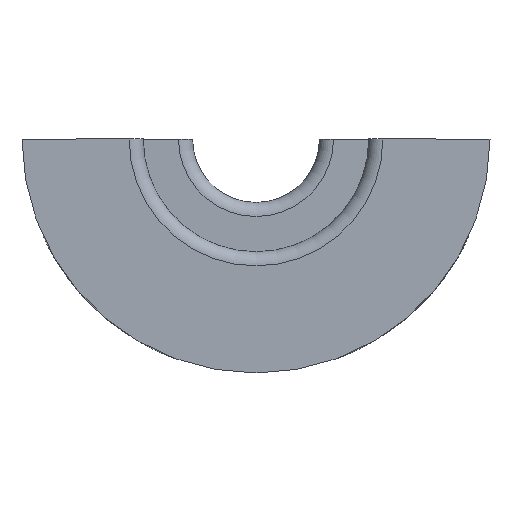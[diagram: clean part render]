
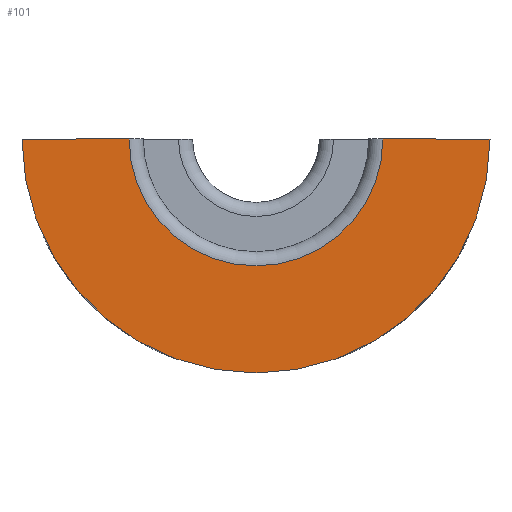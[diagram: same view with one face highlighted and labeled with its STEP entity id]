
A CAD part, front view. The second image highlights one B-rep face of the part: STEP entity #101.
In plain terms, the highlighted planar face has unit normal (0, -1, 0).
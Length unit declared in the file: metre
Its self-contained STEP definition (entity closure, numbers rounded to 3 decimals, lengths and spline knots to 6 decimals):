
#101 = ADVANCED_FACE( '', ( #235 ), #236, .T. );
#235 = FACE_OUTER_BOUND( '', #405, .T. );
#236 = PLANE( '', #406 );
#405 = EDGE_LOOP( '', ( #642, #643, #644, #645 ) );
#406 = AXIS2_PLACEMENT_3D( '', #646, #647, #648 );
#642 = ORIENTED_EDGE( '', *, *, #1034, .T. );
#643 = ORIENTED_EDGE( '', *, *, #973, .T. );
#644 = ORIENTED_EDGE( '', *, *, #1035, .T. );
#645 = ORIENTED_EDGE( '', *, *, #1036, .T. );
#646 = CARTESIAN_POINT( '', ( 0., -0.05, 0. ) );
#647 = DIRECTION( '', ( 0., -1., 0. ) );
#648 = DIRECTION( '', ( 1., 0., 0. ) );
#973 = EDGE_CURVE( '', #1155, #1153, #1156, .T. );
#1034 = EDGE_CURVE( '', #1257, #1155, #1258, .T. );
#1035 = EDGE_CURVE( '', #1153, #1259, #1260, .F. );
#1036 = EDGE_CURVE( '', #1259, #1257, #1261, .T. );
#1153 = VERTEX_POINT( '', #1413 );
#1155 = VERTEX_POINT( '', #1415 );
#1156 = LINE( '', #1416, #1417 );
#1257 = VERTEX_POINT( '', #1550 );
#1258 = CIRCLE( '', #1551, 0.0166 );
#1259 = VERTEX_POINT( '', #1552 );
#1260 = CIRCLE( '', #1553, 0.009 );
#1261 = LINE( '', #1554, #1555 );
#1413 = CARTESIAN_POINT( '', ( 0.009, -0.05, 0. ) );
#1415 = CARTESIAN_POINT( '', ( 0.0166, -0.05, 0. ) );
#1416 = CARTESIAN_POINT( '', ( 0., -0.05, 0. ) );
#1417 = VECTOR( '', #1756, 1. );
#1550 = CARTESIAN_POINT( '', ( -0.0166, -0.05, 0. ) );
#1551 = AXIS2_PLACEMENT_3D( '', #1831, #1832, #1833 );
#1552 = CARTESIAN_POINT( '', ( -0.009, -0.05, 0. ) );
#1553 = AXIS2_PLACEMENT_3D( '', #1834, #1835, #1836 );
#1554 = CARTESIAN_POINT( '', ( 0., -0.05, 0. ) );
#1555 = VECTOR( '', #1837, 1. );
#1756 = DIRECTION( '', ( -1., 0., 0. ) );
#1831 = CARTESIAN_POINT( '', ( 0., -0.05, 0. ) );
#1832 = DIRECTION( '', ( 0., -1., 0. ) );
#1833 = DIRECTION( '', ( 0., 0., -1. ) );
#1834 = CARTESIAN_POINT( '', ( 0., -0.05, 0. ) );
#1835 = DIRECTION( '', ( 0., -1., 0. ) );
#1836 = DIRECTION( '', ( 0., 0., -1. ) );
#1837 = DIRECTION( '', ( -1., 0., 0. ) );
